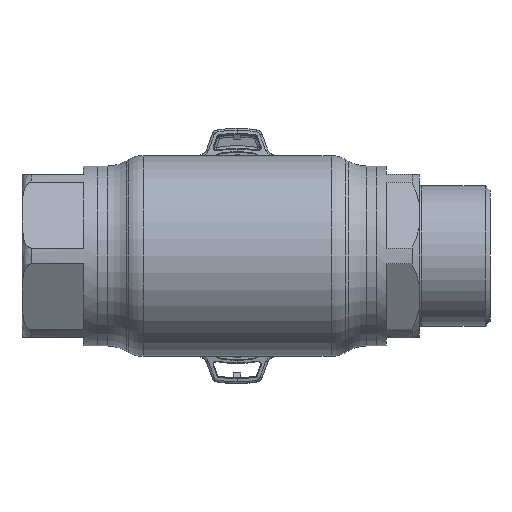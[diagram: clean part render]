
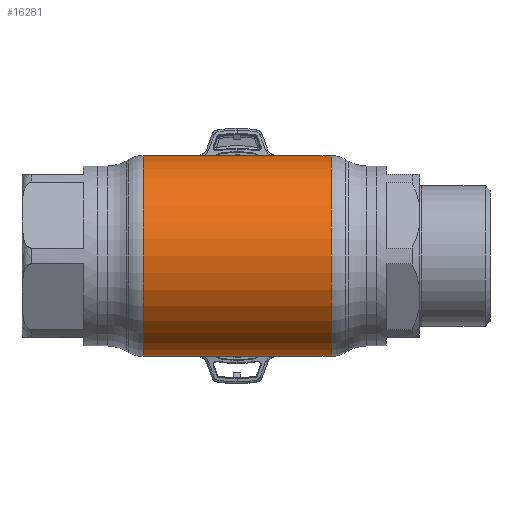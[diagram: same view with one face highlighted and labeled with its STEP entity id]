
A CAD part, front view. The second image highlights one B-rep face of the part: STEP entity #16281.
In plain terms, the highlighted cylindrical face has radius 42.5 mm (diameter 85 mm), a partial arc.
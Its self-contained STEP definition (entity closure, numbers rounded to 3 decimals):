
#414 = CIRCLE ( 'NONE', #30969, 42.5 ) ;
#511 = EDGE_CURVE ( 'NONE', #2614, #4859, #414, .T. ) ;
#691 = CIRCLE ( 'NONE', #31282, 42.5 ) ;
#2614 = VERTEX_POINT ( 'NONE', #13163 ) ;
#2729 = CARTESIAN_POINT ( 'NONE',  ( -62.69, 0., 0. ) ) ;
#3239 = EDGE_LOOP ( 'NONE', ( #23373, #20575, #20533, #5386 ) ) ;
#3810 = CARTESIAN_POINT ( 'NONE',  ( 39.749, 0., 0. ) ) ;
#4859 = VERTEX_POINT ( 'NONE', #26759 ) ;
#5386 = ORIENTED_EDGE ( 'NONE', *, *, #511, .F. ) ;
#6073 = DIRECTION ( 'NONE',  ( -1., 0., 0. ) ) ;
#6144 = CARTESIAN_POINT ( 'NONE',  ( 39.749, 0., -42.5 ) ) ;
#6743 = CARTESIAN_POINT ( 'NONE',  ( -62.69, 0., 42.5 ) ) ;
#6776 = VECTOR ( 'NONE', #6073, 1000. ) ;
#7885 = DIRECTION ( 'NONE',  ( -1., 0., 0. ) ) ;
#9113 = VERTEX_POINT ( 'NONE', #6144 ) ;
#9924 = DIRECTION ( 'NONE',  ( -1., 0., 0. ) ) ;
#10269 = DIRECTION ( 'NONE',  ( -1., 0., 0. ) ) ;
#10627 = DIRECTION ( 'NONE',  ( 0., 0., 1. ) ) ;
#13163 = CARTESIAN_POINT ( 'NONE',  ( -39.749, 0., -42.5 ) ) ;
#13530 = FACE_OUTER_BOUND ( 'NONE', #3239, .T. ) ;
#13779 = CARTESIAN_POINT ( 'NONE',  ( -62.69, 0., -42.5 ) ) ;
#14770 = EDGE_CURVE ( 'NONE', #9113, #2614, #27956, .T. ) ;
#16281 = ADVANCED_FACE ( 'NONE', ( #13530 ), #26196, .T. ) ;
#17743 = AXIS2_PLACEMENT_3D ( 'NONE', #2729, #10269, #10627 ) ;
#18487 = EDGE_CURVE ( 'NONE', #9113, #27168, #691, .T. ) ;
#18755 = CARTESIAN_POINT ( 'NONE',  ( 39.749, 0., 42.5 ) ) ;
#20533 = ORIENTED_EDGE ( 'NONE', *, *, #30862, .T. ) ;
#20575 = ORIENTED_EDGE ( 'NONE', *, *, #18487, .T. ) ;
#21294 = DIRECTION ( 'NONE',  ( -1., 0., 0. ) ) ;
#23373 = ORIENTED_EDGE ( 'NONE', *, *, #14770, .F. ) ;
#23624 = DIRECTION ( 'NONE',  ( 0., 0., 1. ) ) ;
#26196 = CYLINDRICAL_SURFACE ( 'NONE', #17743, 42.5 ) ;
#26759 = CARTESIAN_POINT ( 'NONE',  ( -39.749, 0., 42.5 ) ) ;
#27168 = VERTEX_POINT ( 'NONE', #18755 ) ;
#27956 = LINE ( 'NONE', #13779, #31559 ) ;
#28748 = CARTESIAN_POINT ( 'NONE',  ( -39.749, 0., 0. ) ) ;
#30781 = DIRECTION ( 'NONE',  ( 0., 0., 1. ) ) ;
#30862 = EDGE_CURVE ( 'NONE', #27168, #4859, #32904, .T. ) ;
#30969 = AXIS2_PLACEMENT_3D ( 'NONE', #28748, #7885, #23624 ) ;
#31282 = AXIS2_PLACEMENT_3D ( 'NONE', #3810, #9924, #30781 ) ;
#31559 = VECTOR ( 'NONE', #21294, 1000. ) ;
#32904 = LINE ( 'NONE', #6743, #6776 ) ;
